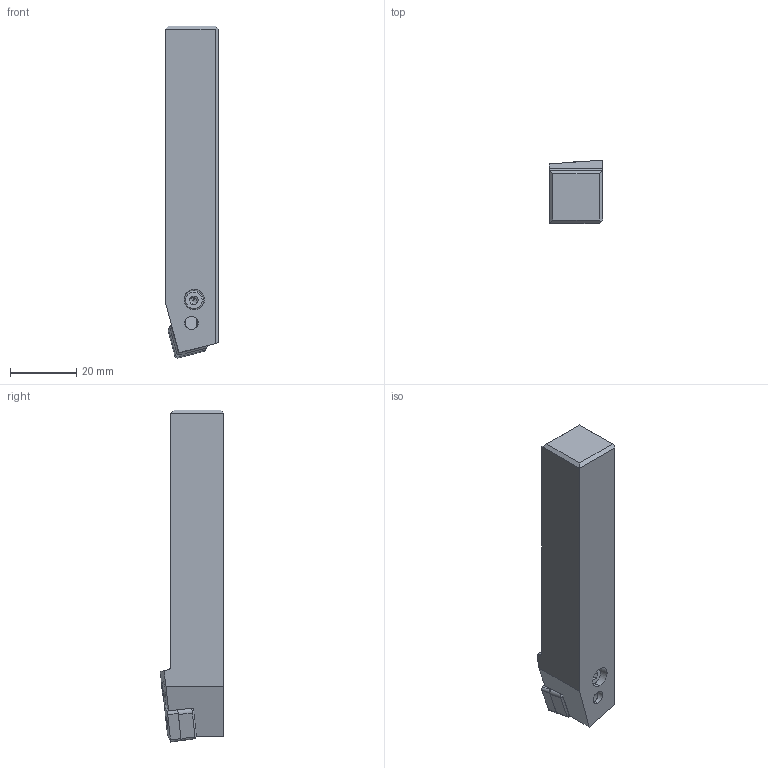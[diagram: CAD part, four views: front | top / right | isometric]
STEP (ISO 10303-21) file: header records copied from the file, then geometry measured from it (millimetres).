
FILE_DESCRIPTION(/* description */ (''),/* implementation_level */ '2;1');
FILE_NAME(/* name */ 'PSBNR1616H09_MR0_8.stp',/* time_stamp */ '2021-11-11T11:40:54+09:00',/* author */ (''),/* organization */ (''),/* preprocessor_version */ 'ST-DEVELOPER v16',/* originating_system */ 'SIEMENS PLM Software NX 10.0',/* authorisation */ '');
FILE_SCHEMA (('AUTOMOTIVE_DESIGN { 1 0 10303 214 3 1 1 1 }'));
Length unit declared in the file: millimetre
Products named in the file (1): PSBNR1616H09_MR0_8_ASM
Bounding box: 16 x 19.18 x 100 mm (x, y, z)
Volume: 24461.5 mm3; surface area: 8215.6 mm2
Topology: 2 solids, 2 shells, 182 faces, 511 edges, 338 vertices
Faces by surface type: plane 87, cylinder 51, cone 27, torus 11, bspline 4, extrusion 2
Entity records: 6799 total; most frequent: CARTESIAN_POINT 1978, DIRECTION 994, ORIENTED_EDGE 990, EDGE_CURVE 495, AXIS2_PLACEMENT_3D 372, VERTEX_POINT 315, VECTOR 250, LINE 248
